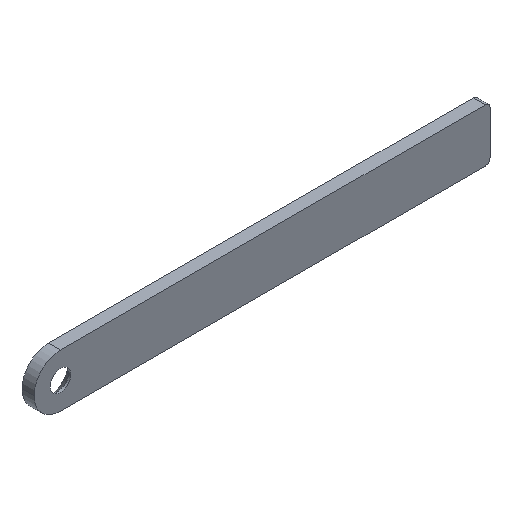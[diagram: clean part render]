
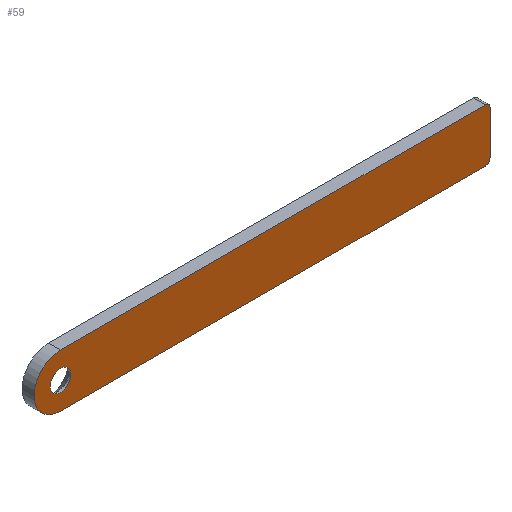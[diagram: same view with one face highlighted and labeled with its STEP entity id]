
A CAD part, isometric view. The second image highlights one B-rep face of the part: STEP entity #59.
In plain terms, the highlighted planar face has unit normal (0, -1, 0).
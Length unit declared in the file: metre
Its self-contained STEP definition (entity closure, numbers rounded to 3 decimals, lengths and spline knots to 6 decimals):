
#59=ADVANCED_FACE('0:32',(#84,#85),#86,.F.);
#84=FACE_BOUND('',#117,.T.);
#85=FACE_OUTER_BOUND('',#118,.T.);
#86=PLANE('',#119);
#117=EDGE_LOOP('',(#190,#191));
#118=EDGE_LOOP('',(#192,#193,#194,#195,#196,#197,#198,#199,#200));
#119=AXIS2_PLACEMENT_3D('',#201,#202,#203);
#190=ORIENTED_EDGE('',*,*,#259,.T.);
#191=ORIENTED_EDGE('',*,*,#282,.T.);
#192=ORIENTED_EDGE('',*,*,#276,.F.);
#193=ORIENTED_EDGE('',*,*,#283,.T.);
#194=ORIENTED_EDGE('',*,*,#255,.F.);
#195=ORIENTED_EDGE('',*,*,#284,.F.);
#196=ORIENTED_EDGE('',*,*,#285,.T.);
#197=ORIENTED_EDGE('',*,*,#267,.F.);
#198=ORIENTED_EDGE('',*,*,#279,.F.);
#199=ORIENTED_EDGE('',*,*,#280,.T.);
#200=ORIENTED_EDGE('',*,*,#271,.F.);
#201=CARTESIAN_POINT('',(-0.031551,0.001554,0.001665));
#202=DIRECTION('',(0.,1.0,0.));
#203=DIRECTION('',(-1.0,0.,0.));
#255=EDGE_CURVE('0:89',#291,#294,#295,.T.);
#259=EDGE_CURVE('0:83',#302,#299,#303,.F.);
#267=EDGE_CURVE('0:71',#313,#316,#317,.T.);
#271=EDGE_CURVE('0:59',#321,#324,#325,.T.);
#276=EDGE_CURVE('0:59',#331,#321,#333,.T.);
#279=EDGE_CURVE('0:71',#336,#313,#338,.T.);
#280=EDGE_CURVE('0:77',#336,#324,#339,.T.);
#282=EDGE_CURVE('0:83',#299,#302,#341,.F.);
#283=EDGE_CURVE('0:86',#331,#294,#342,.T.);
#284=EDGE_CURVE('0:89',#343,#291,#344,.T.);
#285=EDGE_CURVE('0:92',#343,#316,#345,.T.);
#291=VERTEX_POINT('',#352);
#294=VERTEX_POINT('',#356);
#295=CIRCLE('',#357,0.0055);
#299=VERTEX_POINT('',#362);
#302=VERTEX_POINT('',#366);
#303=CIRCLE('',#367,0.00215);
#313=VERTEX_POINT('',#380);
#316=VERTEX_POINT('',#384);
#317=CIRCLE('',#385,0.001);
#321=VERTEX_POINT('',#390);
#324=VERTEX_POINT('',#394);
#325=CIRCLE('',#395,0.001);
#331=VERTEX_POINT('',#402);
#333=CIRCLE('',#405,0.001);
#336=VERTEX_POINT('',#408);
#338=CIRCLE('',#411,0.001);
#339=LINE('',#412,#413);
#341=CIRCLE('',#416,0.00215);
#342=LINE('',#417,#418);
#343=VERTEX_POINT('',#419);
#344=CIRCLE('',#420,0.0055);
#345=LINE('',#421,#422);
#352=CARTESIAN_POINT('',(-0.03655,0.001554,0.000931));
#356=CARTESIAN_POINT('',(-0.03105,0.001554,0.006431));
#357=AXIS2_PLACEMENT_3D('',#433,#434,#435);
#362=CARTESIAN_POINT('',(-0.0289,0.001554,0.000931));
#366=CARTESIAN_POINT('',(-0.0332,0.001554,0.000931));
#367=AXIS2_PLACEMENT_3D('',#441,#442,#443);
#380=CARTESIAN_POINT('',(0.057808,0.001554,-0.004276));
#384=CARTESIAN_POINT('',(0.0571,0.001554,-0.004569));
#385=AXIS2_PLACEMENT_3D('',#457,#458,#459);
#390=CARTESIAN_POINT('',(0.057808,0.001554,0.006138));
#394=CARTESIAN_POINT('',(0.0581,0.001554,0.005431));
#395=AXIS2_PLACEMENT_3D('',#465,#466,#467);
#402=CARTESIAN_POINT('',(0.0571,0.001554,0.006431));
#405=AXIS2_PLACEMENT_3D('',#476,#477,#478);
#408=CARTESIAN_POINT('',(0.0581,0.001554,-0.003569));
#411=AXIS2_PLACEMENT_3D('',#483,#484,#485);
#412=CARTESIAN_POINT('',(0.0581,0.001554,0.001298));
#413=VECTOR('',#486,1.0);
#416=AXIS2_PLACEMENT_3D('',#488,#489,#490);
#417=CARTESIAN_POINT('',(-0.00605,0.001554,0.006431));
#418=VECTOR('',#491,1.0);
#419=CARTESIAN_POINT('',(-0.03105,0.001554,-0.004569));
#420=AXIS2_PLACEMENT_3D('',#492,#493,#494);
#421=CARTESIAN_POINT('',(-0.03105,0.001554,-0.004569));
#422=VECTOR('',#495,1.0);
#433=CARTESIAN_POINT('',(-0.03105,0.001554,0.000931));
#434=DIRECTION('',(0.,1.0,0.));
#435=DIRECTION('',(-1.0,0.,0.0));
#441=CARTESIAN_POINT('',(-0.03105,0.001554,0.000931));
#442=DIRECTION('',(0.,-1.0,0.));
#443=DIRECTION('',(1.0,0.,0.));
#457=CARTESIAN_POINT('',(0.0571,0.001554,-0.003569));
#458=DIRECTION('',(0.,1.0,0.));
#459=DIRECTION('',(0.707,0.,-0.707));
#465=CARTESIAN_POINT('',(0.0571,0.001554,0.005431));
#466=DIRECTION('',(0.,1.0,0.));
#467=DIRECTION('',(0.707,0.,0.707));
#476=CARTESIAN_POINT('',(0.0571,0.001554,0.005431));
#477=DIRECTION('',(0.,1.0,0.));
#478=DIRECTION('',(0.707,0.,0.707));
#483=CARTESIAN_POINT('',(0.0571,0.001554,-0.003569));
#484=DIRECTION('',(0.,1.0,0.));
#485=DIRECTION('',(0.707,0.,-0.707));
#486=DIRECTION('',(0.,0.,1.0));
#488=CARTESIAN_POINT('',(-0.03105,0.001554,0.000931));
#489=DIRECTION('',(0.,-1.0,0.));
#490=DIRECTION('',(1.0,0.,0.));
#491=DIRECTION('',(-1.0,0.,0.));
#492=CARTESIAN_POINT('',(-0.03105,0.001554,0.000931));
#493=DIRECTION('',(0.,1.0,0.));
#494=DIRECTION('',(-1.0,0.,0.0));
#495=DIRECTION('',(1.0,0.,0.));
